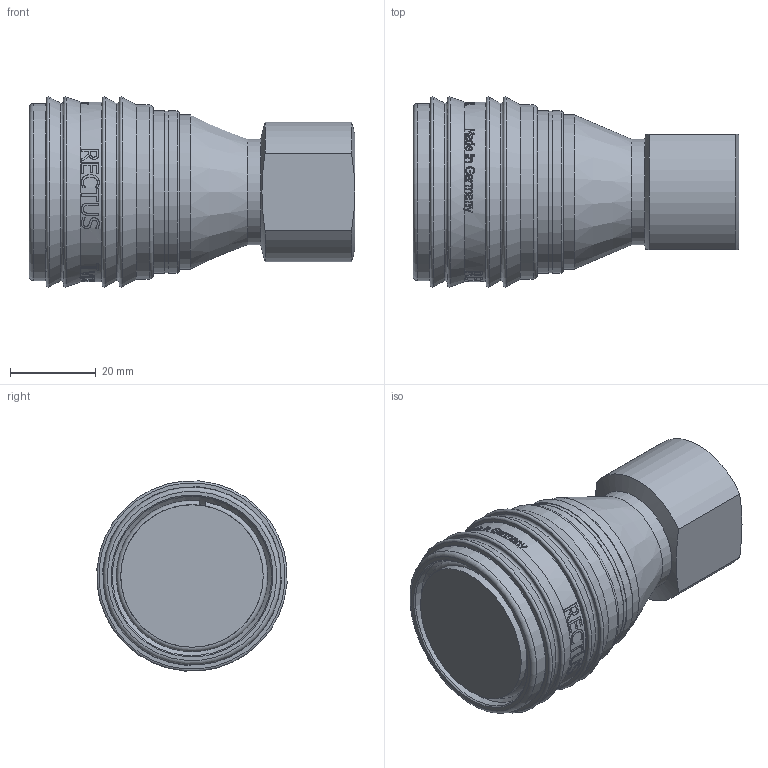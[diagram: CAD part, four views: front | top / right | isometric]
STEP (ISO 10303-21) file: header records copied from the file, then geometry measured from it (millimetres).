
FILE_DESCRIPTION((''),'2;1');
FILE_NAME('74kbiw21evx.stp','2013-09-05T11:04:09',('IA176480'),(''),'Autodesk Inventor 2013','Autodesk Inventor 2013','');
FILE_SCHEMA(('AUTOMOTIVE_DESIGN { 1 0 10303 214 1 1 1 1 }'));
Length unit declared in the file: millimetre
Products named in the file (1): D107742
Bounding box: 76 x 44.36 x 44.36 mm (x, y, z)
Volume: 69165 mm3; surface area: 20049 mm2
Topology: 1 solids, 1 shells, 703 faces, 1872 edges, 1242 vertices
Faces by surface type: plane 304, bspline 277, cylinder 75, cone 34, torus 13
Full cylindrical faces by diameter (mm): 18.631 x1, 24.6 x1, 33.25 x2, 33.55 x1, 36 x1, 37.2 x1, 37.8 x1, 38 x2, 38.2 x1, 40.814 x1, 41.5 x1, 42 x1
Entity records: 94042 total; most frequent: CARTESIAN_POINT 78474, ORIENTED_EDGE 3602, DIRECTION 2002, EDGE_CURVE 1801, VERTEX_POINT 1221, B_SPLINE_CURVE_WITH_KNOTS 858, EDGE_LOOP 826, VECTOR 722
